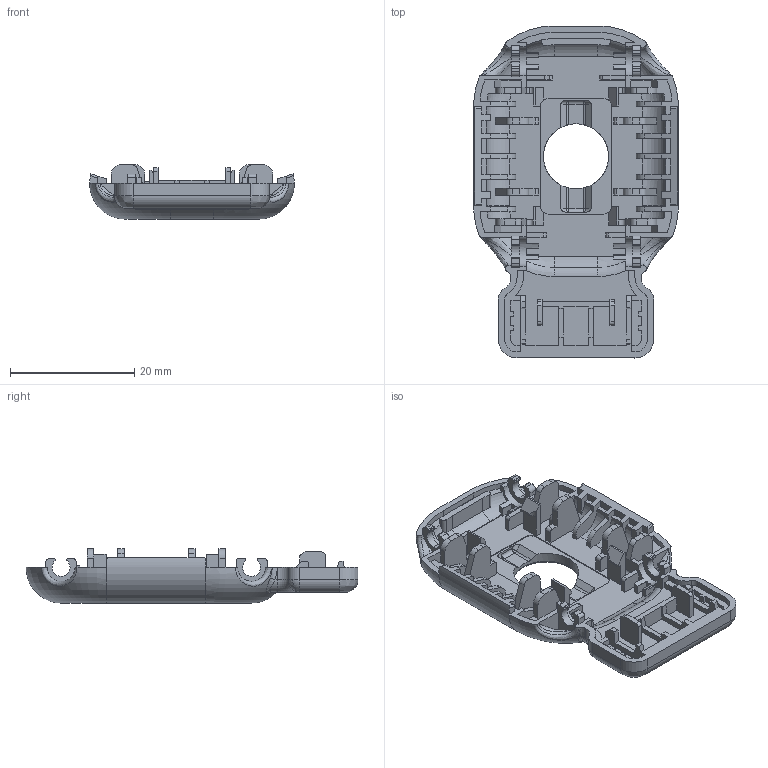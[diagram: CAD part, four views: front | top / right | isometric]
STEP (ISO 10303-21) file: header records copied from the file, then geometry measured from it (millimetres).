
FILE_DESCRIPTION((''),'2;1');
FILE_NAME('T_CAPSULE_BACK_241029','2024-11-04T09:35:51',('engr8'),(''),'CREO PARAMETRIC BY PTC INC, 2021063','CREO PARAMETRIC BY PTC INC, 2021063','');
FILE_SCHEMA(('CONFIG_CONTROL_DESIGN','SHAPE_APPEARANCE_LAYERS_GROUPS'));
Length unit declared in the file: millimetre
Products named in the file (1): T_CAPSULE_BACK_241029
Bounding box: 33 x 53.5 x 8.75 mm (x, y, z)
Volume: 4010.5 mm3; surface area: 5495.6 mm2
Topology: 1 solids, 1 shells, 631 faces, 1862 edges, 1226 vertices
Faces by surface type: plane 408, cylinder 173, torus 28, bspline 14, sphere 8
Entity records: 32217 total; most frequent: CARTESIAN_POINT 5265, ORIENTED_EDGE 3708, DIRECTION 3390, PRESENTATION_STYLE_ASSIGNMENT 2485, STYLED_ITEM 1855, CURVE_STYLE 1854, EDGE_CURVE 1854, VECTOR 1304
